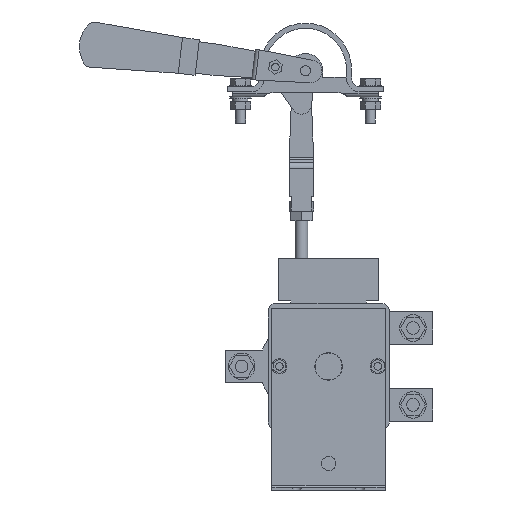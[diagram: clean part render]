
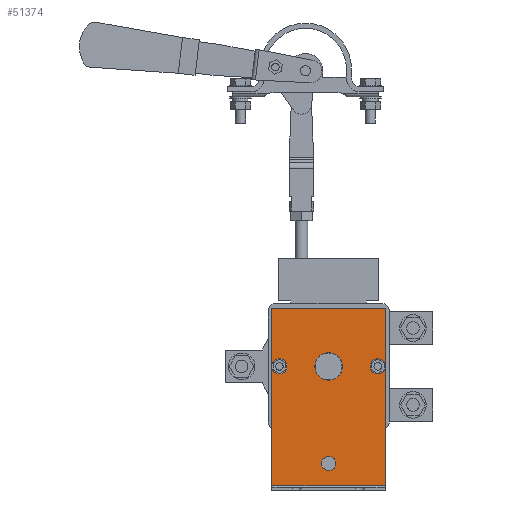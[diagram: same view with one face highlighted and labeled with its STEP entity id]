
A CAD part, left-side view. The second image highlights one B-rep face of the part: STEP entity #51374.
In plain terms, the highlighted planar face has unit normal (-1, 0, 0).
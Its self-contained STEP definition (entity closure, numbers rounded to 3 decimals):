
#4505 = AXIS2_PLACEMENT_3D ( 'NONE', #19819, #58797, #25365 ) ;
#5631 = CIRCLE ( 'NONE', #37124, 6. ) ;
#5975 = ORIENTED_EDGE ( 'NONE', *, *, #30015, .T. ) ;
#7443 = AXIS2_PLACEMENT_3D ( 'NONE', #42314, #14523, #53515 ) ;
#7777 = CARTESIAN_POINT ( 'NONE',  ( -87.5, 0., -10.9 ) ) ;
#8848 = VERTEX_POINT ( 'NONE', #32154 ) ;
#9089 = VECTOR ( 'NONE', #46703, 1000. ) ;
#10369 = DIRECTION ( 'NONE',  ( -1., 0., 0. ) ) ;
#11041 = AXIS2_PLACEMENT_3D ( 'NONE', #64252, #30783, #69782 ) ;
#12596 = LINE ( 'NONE', #41033, #9089 ) ;
#14099 = DIRECTION ( 'NONE',  ( 1., 0., 0. ) ) ;
#14523 = DIRECTION ( 'NONE',  ( 1., 0., 0. ) ) ;
#15308 = EDGE_LOOP ( 'NONE', ( #21657 ) ) ;
#16116 = CARTESIAN_POINT ( 'NONE',  ( -87.5, 45., -96. ) ) ;
#17325 = ORIENTED_EDGE ( 'NONE', *, *, #29928, .F. ) ;
#18375 = CARTESIAN_POINT ( 'NONE',  ( -87.5, 45., 46. ) ) ;
#18514 = AXIS2_PLACEMENT_3D ( 'NONE', #47489, #14099, #53063 ) ;
#18664 = LINE ( 'NONE', #64162, #46632 ) ;
#19000 = ORIENTED_EDGE ( 'NONE', *, *, #30258, .F. ) ;
#19646 = CIRCLE ( 'NONE', #11041, 5.6 ) ;
#19819 = CARTESIAN_POINT ( 'NONE',  ( -87.5, 39., 0. ) ) ;
#19911 = ORIENTED_EDGE ( 'NONE', *, *, #30574, .F. ) ;
#21657 = ORIENTED_EDGE ( 'NONE', *, *, #29703, .T. ) ;
#21828 = DIRECTION ( 'NONE',  ( 0., 0., 1. ) ) ;
#22302 = CARTESIAN_POINT ( 'NONE',  ( -87.5, -45., -96. ) ) ;
#23389 = ORIENTED_EDGE ( 'NONE', *, *, #29923, .T. ) ;
#23819 = VECTOR ( 'NONE', #33577, 1000. ) ;
#24920 = EDGE_LOOP ( 'NONE', ( #23389, #17325, #5975, #19000, #55623, #72109, #19911, #38164 ) ) ;
#25137 = DIRECTION ( 'NONE',  ( 0., 0., 1. ) ) ;
#25365 = DIRECTION ( 'NONE',  ( 0., 0., 1. ) ) ;
#28407 = CARTESIAN_POINT ( 'NONE',  ( -87.5, -45., 46. ) ) ;
#28755 = VERTEX_POINT ( 'NONE', #43222 ) ;
#28987 = LINE ( 'NONE', #16116, #47452 ) ;
#29697 = EDGE_CURVE ( 'NONE', #52314, #52314, #49310, .T. ) ;
#29703 = EDGE_CURVE ( 'NONE', #37401, #37401, #19646, .T. ) ;
#29923 = EDGE_CURVE ( 'NONE', #50302, #8848, #35227, .T. ) ;
#29928 = EDGE_CURVE ( 'NONE', #8848, #8848, #5631, .T. ) ;
#29970 = EDGE_LOOP ( 'NONE', ( #57366 ) ) ;
#30015 = EDGE_CURVE ( 'NONE', #8848, #64701, #43176, .T. ) ;
#30258 = EDGE_CURVE ( 'NONE', #62044, #64701, #12596, .T. ) ;
#30337 = EDGE_CURVE ( 'NONE', #28755, #62044, #18664, .T. ) ;
#30350 = EDGE_CURVE ( 'NONE', #28755, #28755, #61360, .T. ) ;
#30574 = EDGE_CURVE ( 'NONE', #46452, #28755, #28987, .T. ) ;
#30657 = EDGE_CURVE ( 'NONE', #50302, #46452, #38616, .T. ) ;
#30783 = DIRECTION ( 'NONE',  ( 1., 0., 0. ) ) ;
#32154 = CARTESIAN_POINT ( 'NONE',  ( -87.5, -45., 0. ) ) ;
#33481 = VECTOR ( 'NONE', #65910, 1000. ) ;
#33577 = DIRECTION ( 'NONE',  ( 0., 1., 0. ) ) ;
#34225 = FACE_OUTER_BOUND ( 'NONE', #24920, .T. ) ;
#35227 = LINE ( 'NONE', #60284, #33481 ) ;
#36617 = PLANE ( 'NONE',  #7443 ) ;
#37124 = AXIS2_PLACEMENT_3D ( 'NONE', #43781, #10369, #49376 ) ;
#37401 = VERTEX_POINT ( 'NONE', #46833 ) ;
#38164 = ORIENTED_EDGE ( 'NONE', *, *, #30657, .F. ) ;
#38616 = LINE ( 'NONE', #66986, #23819 ) ;
#41033 = CARTESIAN_POINT ( 'NONE',  ( -87.5, 193.417, 46. ) ) ;
#42314 = CARTESIAN_POINT ( 'NONE',  ( -87.5, 193.417, -96. ) ) ;
#43176 = LINE ( 'NONE', #22302, #56208 ) ;
#43222 = CARTESIAN_POINT ( 'NONE',  ( -87.5, 45., 0. ) ) ;
#43781 = CARTESIAN_POINT ( 'NONE',  ( -87.5, -39., 0. ) ) ;
#46452 = VERTEX_POINT ( 'NONE', #63578 ) ;
#46632 = VECTOR ( 'NONE', #25137, 1000. ) ;
#46703 = DIRECTION ( 'NONE',  ( 0., -1., 0. ) ) ;
#46833 = CARTESIAN_POINT ( 'NONE',  ( -87.5, 0., -82.6 ) ) ;
#47452 = VECTOR ( 'NONE', #49539, 1000. ) ;
#47489 = CARTESIAN_POINT ( 'NONE',  ( -87.5, 0., 0. ) ) ;
#49147 = FACE_BOUND ( 'NONE', #15308, .T. ) ;
#49310 = CIRCLE ( 'NONE', #18514, 10.9 ) ;
#49376 = DIRECTION ( 'NONE',  ( 0., 0., 1. ) ) ;
#49539 = DIRECTION ( 'NONE',  ( 0., 0., 1. ) ) ;
#50302 = VERTEX_POINT ( 'NONE', #58036 ) ;
#51374 = ADVANCED_FACE ( 'NONE', ( #67402, #49147, #34225 ), #36617, .F. ) ;
#52314 = VERTEX_POINT ( 'NONE', #7777 ) ;
#53063 = DIRECTION ( 'NONE',  ( 0., 0., -1. ) ) ;
#53515 = DIRECTION ( 'NONE',  ( 0., 0., 1. ) ) ;
#55623 = ORIENTED_EDGE ( 'NONE', *, *, #30337, .F. ) ;
#56208 = VECTOR ( 'NONE', #21828, 1000. ) ;
#57366 = ORIENTED_EDGE ( 'NONE', *, *, #29697, .T. ) ;
#58036 = CARTESIAN_POINT ( 'NONE',  ( -87.5, -45., -94.5 ) ) ;
#58797 = DIRECTION ( 'NONE',  ( 1., 0., 0. ) ) ;
#60284 = CARTESIAN_POINT ( 'NONE',  ( -87.5, -45., -96. ) ) ;
#61360 = CIRCLE ( 'NONE', #4505, 6. ) ;
#62044 = VERTEX_POINT ( 'NONE', #18375 ) ;
#63578 = CARTESIAN_POINT ( 'NONE',  ( -87.5, 45., -94.5 ) ) ;
#64162 = CARTESIAN_POINT ( 'NONE',  ( -87.5, 45., -96. ) ) ;
#64252 = CARTESIAN_POINT ( 'NONE',  ( -87.5, 0., -77. ) ) ;
#64701 = VERTEX_POINT ( 'NONE', #28407 ) ;
#65910 = DIRECTION ( 'NONE',  ( 0., 0., 1. ) ) ;
#66986 = CARTESIAN_POINT ( 'NONE',  ( -87.5, 45., -94.5 ) ) ;
#67402 = FACE_BOUND ( 'NONE', #29970, .T. ) ;
#69782 = DIRECTION ( 'NONE',  ( 0., 0., -1. ) ) ;
#72109 = ORIENTED_EDGE ( 'NONE', *, *, #30350, .T. ) ;
